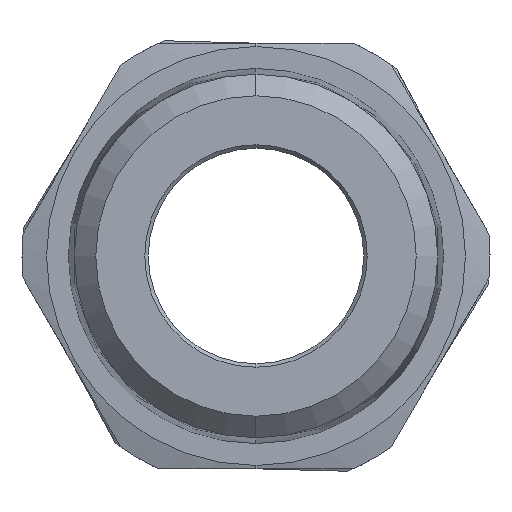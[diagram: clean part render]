
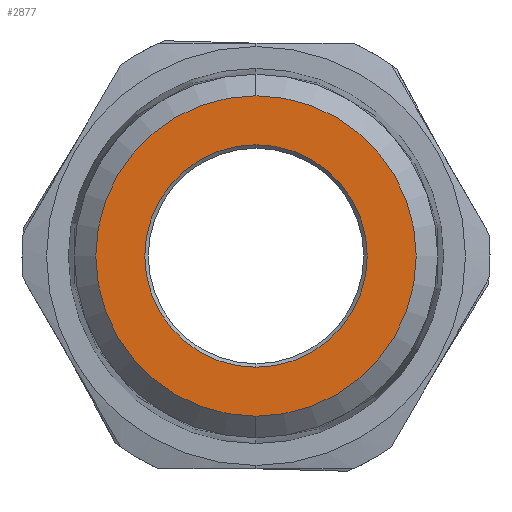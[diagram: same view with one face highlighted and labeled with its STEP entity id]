
A CAD part, left-side view. The second image highlights one B-rep face of the part: STEP entity #2877.
In plain terms, the highlighted planar face has unit normal (-1, 0, 0).
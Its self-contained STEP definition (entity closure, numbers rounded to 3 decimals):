
#28 = VERTEX_POINT ( 'NONE', #1433 ) ;
#41 = EDGE_CURVE ( 'NONE', #2050, #1103, #1510, .T. ) ;
#55 = FACE_BOUND ( 'NONE', #972, .T. ) ;
#63 = AXIS2_PLACEMENT_3D ( 'NONE', #2447, #2172, #1617 ) ;
#104 = CIRCLE ( 'NONE', #63, 7.975 ) ;
#159 = DIRECTION ( 'NONE',  ( -1., 0., 0. ) ) ;
#186 = ORIENTED_EDGE ( 'NONE', *, *, #2732, .T. ) ;
#370 = CARTESIAN_POINT ( 'NONE',  ( -45.7, 0., 0. ) ) ;
#392 = DIRECTION ( 'NONE',  ( 0., 0., 1. ) ) ;
#784 = ORIENTED_EDGE ( 'NONE', *, *, #1203, .T. ) ;
#793 = DIRECTION ( 'NONE',  ( 0., 0., 1. ) ) ;
#972 = EDGE_LOOP ( 'NONE', ( #784, #2872 ) ) ;
#1022 = EDGE_CURVE ( 'NONE', #28, #2184, #104, .T. ) ;
#1101 = EDGE_LOOP ( 'NONE', ( #2429, #186 ) ) ;
#1103 = VERTEX_POINT ( 'NONE', #1934 ) ;
#1146 = CARTESIAN_POINT ( 'NONE',  ( -45.7, 0., 0. ) ) ;
#1150 = AXIS2_PLACEMENT_3D ( 'NONE', #1146, #159, #2965 ) ;
#1203 = EDGE_CURVE ( 'NONE', #2184, #28, #1931, .T. ) ;
#1263 = CARTESIAN_POINT ( 'NONE',  ( -45.7, 0., 7.975 ) ) ;
#1331 = AXIS2_PLACEMENT_3D ( 'NONE', #1787, #2077, #793 ) ;
#1433 = CARTESIAN_POINT ( 'NONE',  ( -45.7, 0., -7.975 ) ) ;
#1510 = CIRCLE ( 'NONE', #2588, 11.487 ) ;
#1617 = DIRECTION ( 'NONE',  ( 0., 0., 1. ) ) ;
#1787 = CARTESIAN_POINT ( 'NONE',  ( -45.7, 0., 0. ) ) ;
#1931 = CIRCLE ( 'NONE', #1331, 7.975 ) ;
#1934 = CARTESIAN_POINT ( 'NONE',  ( -45.7, 0., 11.487 ) ) ;
#1949 = CARTESIAN_POINT ( 'NONE',  ( -45.7, 0., -11.487 ) ) ;
#2050 = VERTEX_POINT ( 'NONE', #1949 ) ;
#2072 = CIRCLE ( 'NONE', #1150, 11.487 ) ;
#2077 = DIRECTION ( 'NONE',  ( 1., 0., 0. ) ) ;
#2172 = DIRECTION ( 'NONE',  ( 1., 0., 0. ) ) ;
#2184 = VERTEX_POINT ( 'NONE', #1263 ) ;
#2429 = ORIENTED_EDGE ( 'NONE', *, *, #41, .T. ) ;
#2447 = CARTESIAN_POINT ( 'NONE',  ( -45.7, 0., 0. ) ) ;
#2588 = AXIS2_PLACEMENT_3D ( 'NONE', #370, #2730, #392 ) ;
#2717 = AXIS2_PLACEMENT_3D ( 'NONE', #3271, #2783, #3248 ) ;
#2720 = FACE_OUTER_BOUND ( 'NONE', #1101, .T. ) ;
#2730 = DIRECTION ( 'NONE',  ( -1., 0., 0. ) ) ;
#2732 = EDGE_CURVE ( 'NONE', #1103, #2050, #2072, .T. ) ;
#2783 = DIRECTION ( 'NONE',  ( -1., 0., 0. ) ) ;
#2872 = ORIENTED_EDGE ( 'NONE', *, *, #1022, .T. ) ;
#2877 = ADVANCED_FACE ( 'NONE', ( #55, #2720 ), #3045, .T. ) ;
#2965 = DIRECTION ( 'NONE',  ( 0., 0., 1. ) ) ;
#3045 = PLANE ( 'NONE',  #2717 ) ;
#3248 = DIRECTION ( 'NONE',  ( 0., 0., 1. ) ) ;
#3271 = CARTESIAN_POINT ( 'NONE',  ( -45.7, 0., 0. ) ) ;
